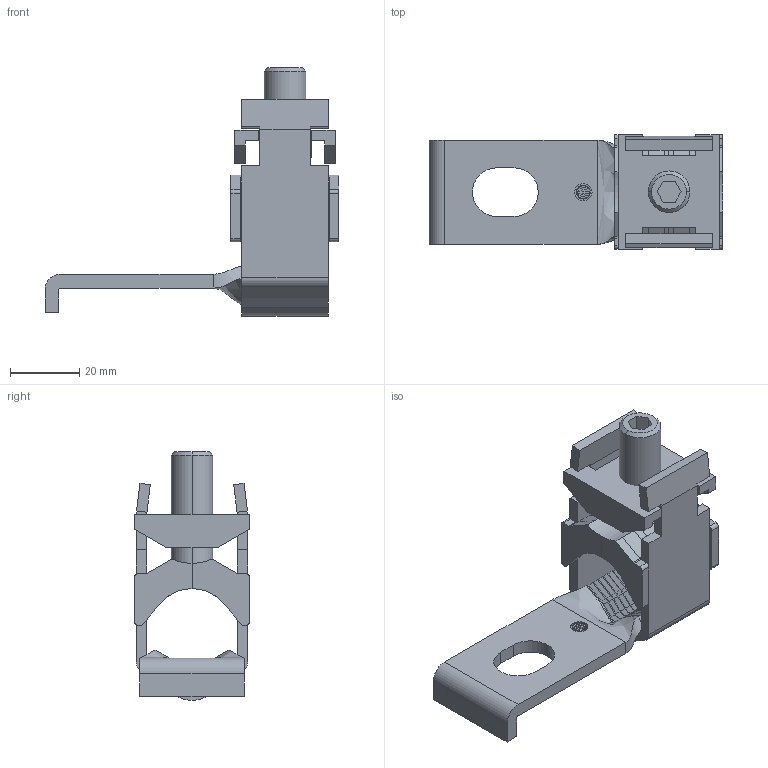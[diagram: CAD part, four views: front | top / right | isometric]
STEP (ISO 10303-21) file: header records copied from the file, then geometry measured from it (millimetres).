
FILE_DESCRIPTION(('CATIA V5 STEP'),'2;1');
FILE_NAME('K2301087_L_V-Rahmenklemme_mit_Anschlusslasche_KM2G_A30-40_V90-120.stp','2015-04-24T10:01:01+00:00',('none'),('Jean Müller GmbH'),'CATIA Version 5 Release 19 SP 9 (IN-10)','CATIA V5 STEP AP214','none');
FILE_SCHEMA(('AUTOMOTIVE_DESIGN { 1 0 10303 214 1 1 1 1 }'));
Length unit declared in the file: millimetre
Products named in the file (7): K2301087_L_V-Rahmenklemme mit Anschlusslasche; 54373_01_Anschlusslasche; 804229_L_Rahmenklemme KM2G; 68238_Gewindestift; 158402_L_Klemmenmutter M12 KM2G; 158404_10_L_V-Rahmen V02 gebogen und vereinfacht; 70456_L_Druckstueck vereinfacht
Assembly tree (6 placements, depth 3):
  K2301087_L_V-Rahmenklemme mit Anschlusslasche
    54373_01_Anschlusslasche
    804229_L_Rahmenklemme KM2G
      68238_Gewindestift
      158402_L_Klemmenmutter M12 KM2G
      158404_10_L_V-Rahmen V02 gebogen und vereinfacht
      70456_L_Druckstueck vereinfacht
Bounding box: 84.77 x 33 x 71.73 mm (x, y, z)
Volume: 32291.8 mm3; surface area: 22004.6 mm2
Topology: 5 solids, 5 shells, 474 faces, 1246 edges, 790 vertices
Faces by surface type: plane 312, cone 73, cylinder 73, bspline 12, extrusion 4
Entity records: 15983 total; most frequent: CARTESIAN_POINT 3356, ORIENTED_EDGE 2492, DIRECTION 1944, EDGE_CURVE 1246, VECTOR 907, LINE 903, VERTEX_POINT 790, AXIS2_PLACEMENT_3D 646
